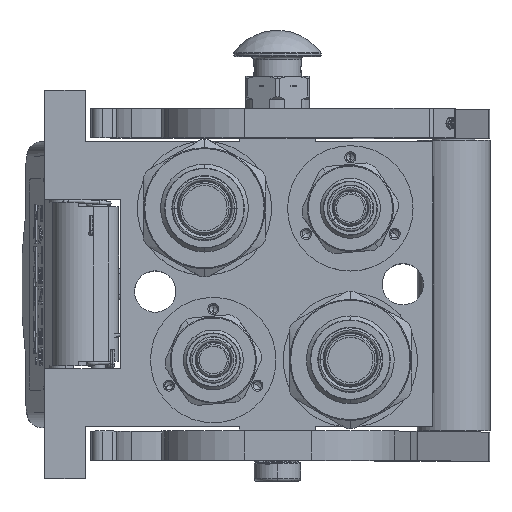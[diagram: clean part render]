
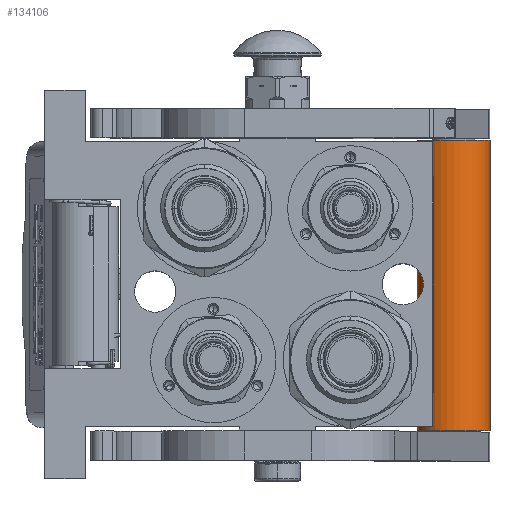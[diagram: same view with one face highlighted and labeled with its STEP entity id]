
A CAD part, top view. The second image highlights one B-rep face of the part: STEP entity #134106.
In plain terms, the highlighted cylindrical face has radius 12.5 mm (diameter 25 mm), a partial arc.
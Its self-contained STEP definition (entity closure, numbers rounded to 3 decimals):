
#448 = VECTOR ( 'NONE', #1353, 1000. ) ;
#1035 = VECTOR ( 'NONE', #118991, 1000. ) ;
#1353 = DIRECTION ( 'NONE',  ( -1., 0., 0. ) ) ;
#5477 = AXIS2_PLACEMENT_3D ( 'NONE', #98710, #87831, #89259 ) ;
#7906 = CARTESIAN_POINT ( 'NONE',  ( -94.25, 12.5, 0. ) ) ;
#15226 = EDGE_LOOP ( 'NONE', ( #82977, #36886, #79263, #31536 ) ) ;
#16339 = VERTEX_POINT ( 'NONE', #132352 ) ;
#17616 = DIRECTION ( 'NONE',  ( 0., -1., 0. ) ) ;
#27645 = DIRECTION ( 'NONE',  ( -1., 0., 0. ) ) ;
#31536 = ORIENTED_EDGE ( 'NONE', *, *, #81040, .F. ) ;
#36886 = ORIENTED_EDGE ( 'NONE', *, *, #93699, .T. ) ;
#39598 = LINE ( 'NONE', #66111, #448 ) ;
#48685 = CARTESIAN_POINT ( 'NONE',  ( 0., 0., 0. ) ) ;
#51308 = VERTEX_POINT ( 'NONE', #7906 ) ;
#62473 = CYLINDRICAL_SURFACE ( 'NONE', #117715, 12.5 ) ;
#65829 = DIRECTION ( 'NONE',  ( -1., 0., 0. ) ) ;
#66111 = CARTESIAN_POINT ( 'NONE',  ( 5.25, -12.5, 0. ) ) ;
#74498 = AXIS2_PLACEMENT_3D ( 'NONE', #97262, #65829, #86842 ) ;
#79263 = ORIENTED_EDGE ( 'NONE', *, *, #89472, .F. ) ;
#81040 = EDGE_CURVE ( 'NONE', #116816, #51308, #101568, .T. ) ;
#82977 = ORIENTED_EDGE ( 'NONE', *, *, #124927, .T. ) ;
#86842 = DIRECTION ( 'NONE',  ( 0., 1., 0. ) ) ;
#87831 = DIRECTION ( 'NONE',  ( -1., 0., 0. ) ) ;
#89259 = DIRECTION ( 'NONE',  ( 0., 1., 0. ) ) ;
#89472 = EDGE_CURVE ( 'NONE', #51308, #92032, #110533, .T. ) ;
#92032 = VERTEX_POINT ( 'NONE', #139578 ) ;
#93699 = EDGE_CURVE ( 'NONE', #16339, #92032, #39598, .T. ) ;
#97262 = CARTESIAN_POINT ( 'NONE',  ( -94.25, 0., 0. ) ) ;
#98710 = CARTESIAN_POINT ( 'NONE',  ( 5.25, 0., 0. ) ) ;
#101568 = LINE ( 'NONE', #119459, #1035 ) ;
#106653 = FACE_OUTER_BOUND ( 'NONE', #15226, .T. ) ;
#109089 = CIRCLE ( 'NONE', #5477, 12.5 ) ;
#110533 = CIRCLE ( 'NONE', #74498, 12.5 ) ;
#116816 = VERTEX_POINT ( 'NONE', #140599 ) ;
#117715 = AXIS2_PLACEMENT_3D ( 'NONE', #48685, #27645, #17616 ) ;
#118991 = DIRECTION ( 'NONE',  ( -1., 0., 0. ) ) ;
#119459 = CARTESIAN_POINT ( 'NONE',  ( 5.25, 12.5, 0. ) ) ;
#124927 = EDGE_CURVE ( 'NONE', #116816, #16339, #109089, .T. ) ;
#132352 = CARTESIAN_POINT ( 'NONE',  ( 5.25, -12.5, 0. ) ) ;
#134106 = ADVANCED_FACE ( 'NONE', ( #106653 ), #62473, .T. ) ;
#139578 = CARTESIAN_POINT ( 'NONE',  ( -94.25, -12.5, 0. ) ) ;
#140599 = CARTESIAN_POINT ( 'NONE',  ( 5.25, 12.5, 0. ) ) ;
